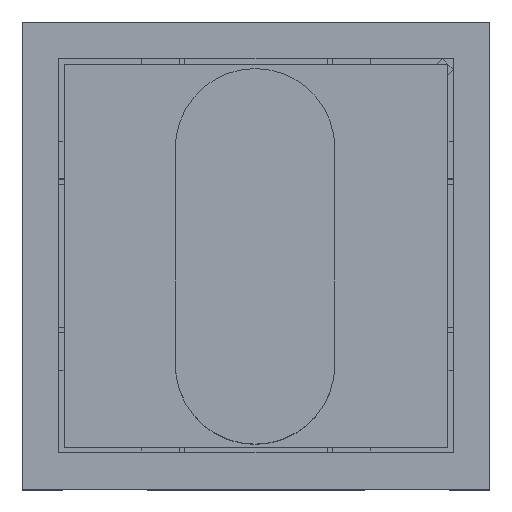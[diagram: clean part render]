
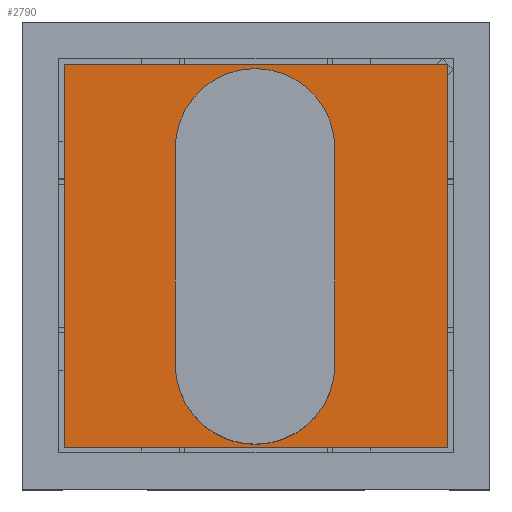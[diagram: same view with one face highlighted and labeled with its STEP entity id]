
A CAD part, top view. The second image highlights one B-rep face of the part: STEP entity #2790.
In plain terms, the highlighted planar face has unit normal (0, 0, 1).
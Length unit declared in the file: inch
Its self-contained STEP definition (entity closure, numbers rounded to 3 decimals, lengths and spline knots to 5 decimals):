
#1707=CARTESIAN_POINT('',(-0.08465,-0.11417,0.30118));
#1708=VERTEX_POINT('',#1707);
#1715=CARTESIAN_POINT('',(0.08268,-0.11417,0.30118));
#1716=VERTEX_POINT('',#1715);
#1717=CARTESIAN_POINT('',(-0.00098,-0.11417,0.30118));
#1718=DIRECTION('',(0.0,0.0,-1.0));
#1719=DIRECTION('',(1.0,0.0,0.0));
#1720=AXIS2_PLACEMENT_3D('',#1717,#1718,#1719);
#1721=CIRCLE('',#1720,0.08366);
#1722=EDGE_CURVE('',#1716,#1708,#1721,.T.);
#1746=CARTESIAN_POINT('',(-0.08465,0.1122,0.30118));
#1747=VERTEX_POINT('',#1746);
#1754=CARTESIAN_POINT('',(-0.08465,-0.11417,0.30118));
#1755=DIRECTION('',(0.0,1.0,0.0));
#1756=VECTOR('',#1755,0.22638);
#1757=LINE('',#1754,#1756);
#1758=EDGE_CURVE('',#1708,#1747,#1757,.T.);
#1778=CARTESIAN_POINT('',(0.08268,0.1122,0.30118));
#1779=VERTEX_POINT('',#1778);
#1786=CARTESIAN_POINT('',(-0.00098,0.1122,0.30118));
#1787=DIRECTION('',(0.0,0.0,-1.0));
#1788=DIRECTION('',(-1.0,0.0,0.0));
#1789=AXIS2_PLACEMENT_3D('',#1786,#1787,#1788);
#1790=CIRCLE('',#1789,0.08366);
#1791=EDGE_CURVE('',#1747,#1779,#1790,.T.);
#1809=CARTESIAN_POINT('',(0.08268,0.1122,0.30118));
#1810=DIRECTION('',(0.0,-1.0,0.0));
#1811=VECTOR('',#1810,0.22638);
#1812=LINE('',#1809,#1811);
#1813=EDGE_CURVE('',#1779,#1716,#1812,.T.);
#1924=CARTESIAN_POINT('',(0.20079,0.20079,0.30118));
#1925=VERTEX_POINT('',#1924);
#1932=CARTESIAN_POINT('',(0.20079,-0.20079,0.30118));
#1933=VERTEX_POINT('',#1932);
#1934=CARTESIAN_POINT('',(0.20079,0.20079,0.30118));
#1935=DIRECTION('',(0.0,-1.0,0.0));
#1936=VECTOR('',#1935,0.40157);
#1937=LINE('',#1934,#1936);
#1938=EDGE_CURVE('',#1925,#1933,#1937,.T.);
#2200=CARTESIAN_POINT('',(-0.20079,0.20079,0.30118));
#2201=VERTEX_POINT('',#2200);
#2208=CARTESIAN_POINT('',(-0.20079,0.20079,0.30118));
#2209=DIRECTION('',(1.0,0.0,0.0));
#2210=VECTOR('',#2209,0.40157);
#2211=LINE('',#2208,#2210);
#2212=EDGE_CURVE('',#2201,#1925,#2211,.T.);
#2733=CARTESIAN_POINT('',(-0.20079,-0.20079,0.30118));
#2734=VERTEX_POINT('',#2733);
#2735=CARTESIAN_POINT('',(0.20079,-0.20079,0.30118));
#2736=DIRECTION('',(-1.0,0.0,0.0));
#2737=VECTOR('',#2736,0.40157);
#2738=LINE('',#2735,#2737);
#2739=EDGE_CURVE('',#1933,#2734,#2738,.T.);
#2761=CARTESIAN_POINT('',(-0.20079,-0.20079,0.30118));
#2762=DIRECTION('',(0.0,1.0,0.0));
#2763=VECTOR('',#2762,0.40157);
#2764=LINE('',#2761,#2763);
#2765=EDGE_CURVE('',#2734,#2201,#2764,.T.);
#2773=CARTESIAN_POINT('',(0.22087,0.22087,0.30118));
#2774=DIRECTION('',(0.0,0.0,1.0));
#2775=DIRECTION('',(1.0,0.0,0.0));
#2776=AXIS2_PLACEMENT_3D('',#2773,#2774,#2775);
#2777=PLANE('',#2776);
#2778=ORIENTED_EDGE('',*,*,#1938,.F.);
#2779=ORIENTED_EDGE('',*,*,#2212,.F.);
#2780=ORIENTED_EDGE('',*,*,#2765,.F.);
#2781=ORIENTED_EDGE('',*,*,#2739,.F.);
#2782=EDGE_LOOP('',(#2778,#2779,#2780,#2781));
#2783=FACE_OUTER_BOUND('',#2782,.T.);
#2784=ORIENTED_EDGE('',*,*,#1722,.T.);
#2785=ORIENTED_EDGE('',*,*,#1758,.T.);
#2786=ORIENTED_EDGE('',*,*,#1791,.T.);
#2787=ORIENTED_EDGE('',*,*,#1813,.T.);
#2788=EDGE_LOOP('',(#2784,#2785,#2786,#2787));
#2789=FACE_BOUND('',#2788,.T.);
#2790=ADVANCED_FACE('',(#2783,#2789),#2777,.T.);
